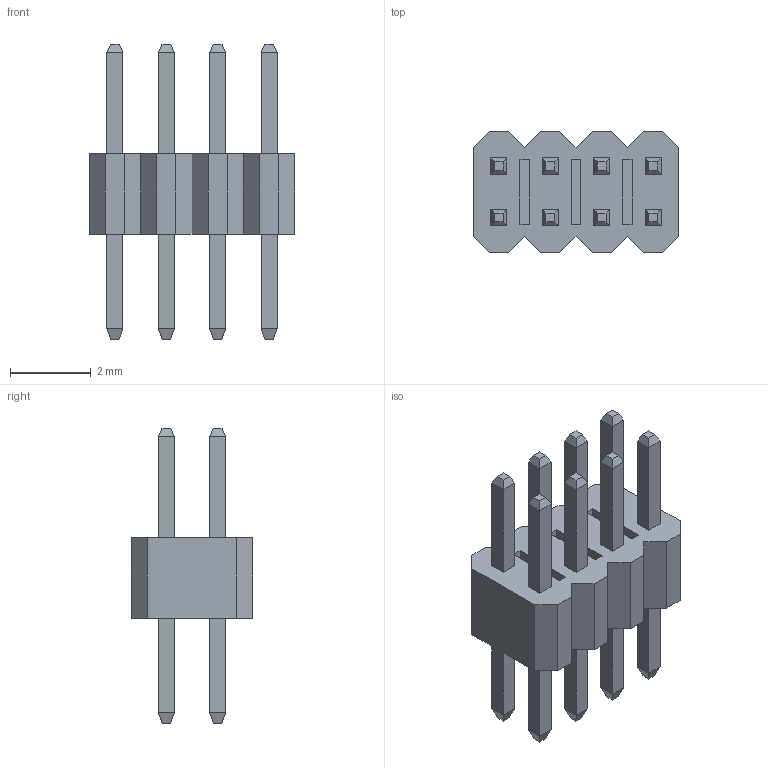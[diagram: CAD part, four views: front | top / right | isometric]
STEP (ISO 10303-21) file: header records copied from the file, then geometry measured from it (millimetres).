
FILE_DESCRIPTION (( 'STEP AP214' ), '1' );
FILE_NAME ('User Library-PLLD1.27-xx.STEP', '2022-04-30T11:01:48', ( '' ), ( '' ), 'SwSTEP 2.0', 'SolidWorks 2021', '' );
FILE_SCHEMA (( 'AUTOMOTIVE_DESIGN' ));
Length unit declared in the file: millimetre
Products named in the file (1): User Library-PLLD1.27-xx
Bounding box: 5.08 x 3 x 7.3 mm (x, y, z)
Volume: 34.2 mm3; surface area: 129.9 mm2
Topology: 1 solids, 1 shells, 187 faces, 434 edges, 268 vertices
Faces by surface type: plane 187
Entity records: 7207 total; most frequent: CARTESIAN_POINT 890, ORIENTED_EDGE 868, DIRECTION 810, VECTOR 434, LINE 434, EDGE_CURVE 434, VERTEX_POINT 268, EDGE_LOOP 206
